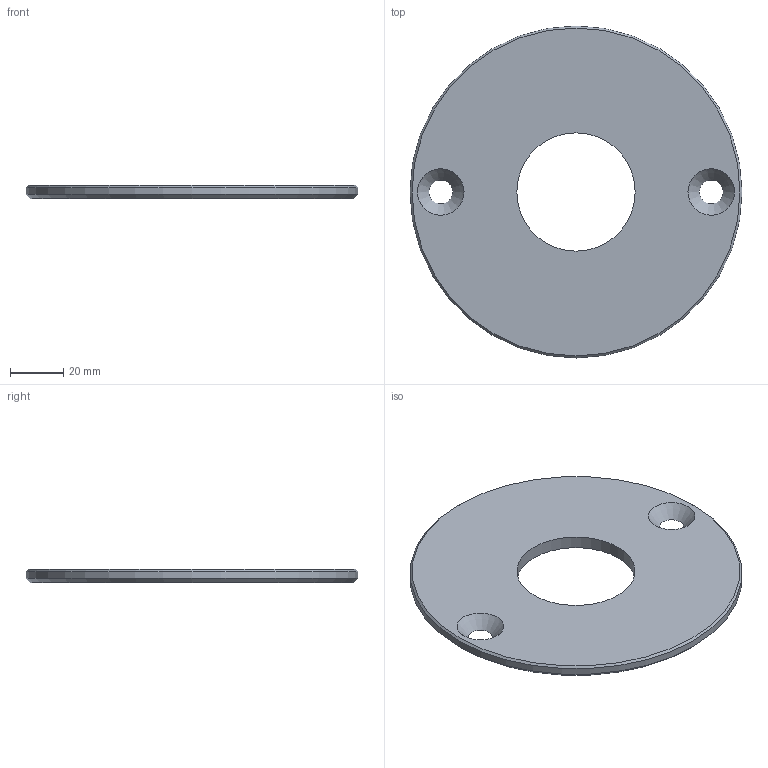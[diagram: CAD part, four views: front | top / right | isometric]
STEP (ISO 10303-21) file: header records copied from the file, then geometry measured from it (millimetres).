
FILE_DESCRIPTION(/* description */ ('WEAR PLATE'),/* implementation_level */ '2;1');
FILE_NAME(/* name */ '17011.stp',/* time_stamp */ '2016-12-13T12:58:04-05:00',/* author */ ('mclevenger'),/* organization */ (''),/* preprocessor_version */ 'ST-DEVELOPER v16.5',/* originating_system */ 'Autodesk Inventor 2017',/* authorisation */ '');
FILE_SCHEMA (('AUTOMOTIVE_DESIGN { 1 0 10303 214 3 1 1 }'));
Length unit declared in the file: inch
Products named in the file (1): 17011
Bounding box: 124.71 x 124.71 x 4.9 mm (x, y, z)
Volume: 50323.8 mm3; surface area: 23339 mm2
Topology: 1 solids, 1 shells, 8 faces, 18 edges, 12 vertices
Faces by surface type: cone 4, cylinder 2, plane 2
Full cylindrical faces by diameter (mm): 44.45 x1, 124.714 x1
Entity records: 228 total; most frequent: DIRECTION 38, CARTESIAN_POINT 29, EDGE_LOOP 20, ORIENTED_EDGE 20, AXIS2_PLACEMENT_3D 19, FACE_BOUND 12, CIRCLE 10, VERTEX_POINT 10
